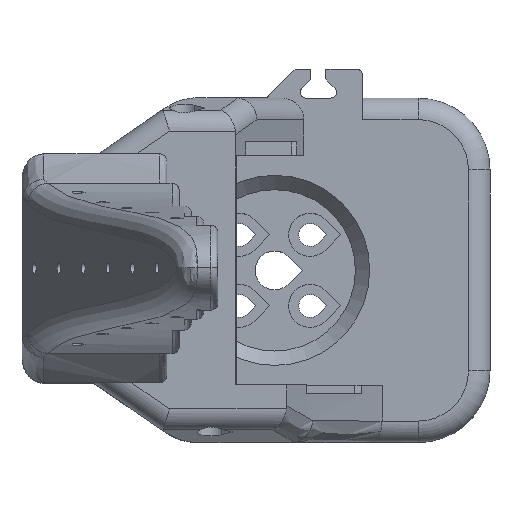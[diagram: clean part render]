
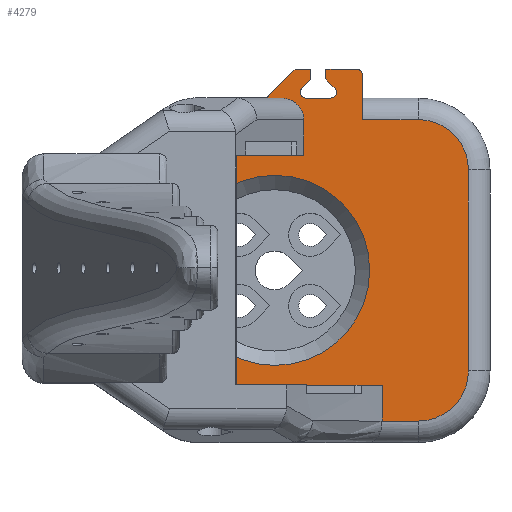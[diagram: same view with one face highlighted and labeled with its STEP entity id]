
A CAD part, top view. The second image highlights one B-rep face of the part: STEP entity #4279.
In plain terms, the highlighted planar face has unit normal (0, 0, 1).
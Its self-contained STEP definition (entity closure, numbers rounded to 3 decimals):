
#101=FACE_BOUND('',#677,.T.);
#156=CIRCLE('',#4564,7.);
#157=CIRCLE('',#4565,7.);
#158=CIRCLE('',#4568,13.243);
#249=B_SPLINE_CURVE_WITH_KNOTS('',3,(#6103,#6104,#6105,#6106,#6107,#6108),
 .UNSPECIFIED.,.F.,.F.,(4,2,4),(0.12,0.528,0.62),
 .UNSPECIFIED.);
#365=ELLIPSE('',#4562,0.8,0.8);
#366=ELLIPSE('',#4563,3.193,3.);
#367=ELLIPSE('',#4566,0.8,0.8);
#368=ELLIPSE('',#4567,0.8,0.8);
#439=FACE_OUTER_BOUND('',#676,.T.);
#676=EDGE_LOOP('',(#2857,#2858,#2859,#2860,#2861,#2862,#2863,#2864,#2865,
#2866,#2867,#2868,#2869,#2870,#2871,#2872,#2873,#2874,#2875,#2876,#2877,
#2878,#2879,#2880));
#677=EDGE_LOOP('',(#2881));
#979=LINE('',#6073,#1370);
#982=LINE('',#6083,#1373);
#983=LINE('',#6085,#1374);
#984=LINE('',#6087,#1375);
#985=LINE('',#6089,#1376);
#986=LINE('',#6091,#1377);
#987=LINE('',#6095,#1378);
#988=LINE('',#6097,#1379);
#989=LINE('',#6099,#1380);
#990=LINE('',#6101,#1381);
#991=LINE('',#6110,#1382);
#992=LINE('',#6114,#1383);
#993=LINE('',#6118,#1384);
#994=LINE('',#6120,#1385);
#995=LINE('',#6124,#1386);
#996=LINE('',#6126,#1387);
#997=LINE('',#6128,#1388);
#1370=VECTOR('',#4949,10.);
#1373=VECTOR('',#4960,10.);
#1374=VECTOR('',#4961,10.);
#1375=VECTOR('',#4962,10.);
#1376=VECTOR('',#4963,10.);
#1377=VECTOR('',#4964,10.);
#1378=VECTOR('',#4967,10.);
#1379=VECTOR('',#4968,30.);
#1380=VECTOR('',#4969,32.);
#1381=VECTOR('',#4970,30.);
#1382=VECTOR('',#4971,10.);
#1383=VECTOR('',#4974,10.);
#1384=VECTOR('',#4977,10.);
#1385=VECTOR('',#4978,10.);
#1386=VECTOR('',#4981,10.);
#1387=VECTOR('',#4982,10.);
#1388=VECTOR('',#4983,10.);
#1760=VERTEX_POINT('',#6070);
#1761=VERTEX_POINT('',#6072);
#1763=VERTEX_POINT('',#6080);
#1764=VERTEX_POINT('',#6082);
#1765=VERTEX_POINT('',#6084);
#1766=VERTEX_POINT('',#6086);
#1767=VERTEX_POINT('',#6088);
#1768=VERTEX_POINT('',#6090);
#1769=VERTEX_POINT('',#6092);
#1770=VERTEX_POINT('',#6094);
#1771=VERTEX_POINT('',#6096);
#1772=VERTEX_POINT('',#6098);
#1773=VERTEX_POINT('',#6100);
#1774=VERTEX_POINT('',#6102);
#1775=VERTEX_POINT('',#6109);
#1776=VERTEX_POINT('',#6111);
#1777=VERTEX_POINT('',#6113);
#1778=VERTEX_POINT('',#6115);
#1779=VERTEX_POINT('',#6117);
#1780=VERTEX_POINT('',#6119);
#1781=VERTEX_POINT('',#6121);
#1782=VERTEX_POINT('',#6123);
#1783=VERTEX_POINT('',#6125);
#1784=VERTEX_POINT('',#6127);
#1785=VERTEX_POINT('',#6130);
#2193=EDGE_CURVE('',#1760,#1761,#979,.T.);
#2197=EDGE_CURVE('',#1760,#1763,#365,.T.);
#2198=EDGE_CURVE('',#1763,#1764,#982,.T.);
#2199=EDGE_CURVE('',#1765,#1764,#983,.T.);
#2200=EDGE_CURVE('',#1765,#1766,#984,.T.);
#2201=EDGE_CURVE('',#1766,#1767,#985,.T.);
#2202=EDGE_CURVE('',#1767,#1768,#986,.T.);
#2203=EDGE_CURVE('',#1769,#1768,#366,.F.);
#2204=EDGE_CURVE('',#1769,#1770,#987,.T.);
#2205=EDGE_CURVE('',#1771,#1770,#988,.T.);
#2206=EDGE_CURVE('',#1771,#1772,#989,.T.);
#2207=EDGE_CURVE('',#1773,#1772,#990,.T.);
#2208=EDGE_CURVE('',#1773,#1774,#249,.T.);
#2209=EDGE_CURVE('',#1775,#1774,#991,.T.);
#2210=EDGE_CURVE('',#1776,#1775,#156,.T.);
#2211=EDGE_CURVE('',#1777,#1776,#992,.T.);
#2212=EDGE_CURVE('',#1778,#1777,#157,.T.);
#2213=EDGE_CURVE('',#1779,#1778,#993,.T.);
#2214=EDGE_CURVE('',#1780,#1779,#994,.T.);
#2215=EDGE_CURVE('',#1781,#1780,#367,.T.);
#2216=EDGE_CURVE('',#1782,#1781,#995,.T.);
#2217=EDGE_CURVE('',#1783,#1782,#996,.T.);
#2218=EDGE_CURVE('',#1784,#1783,#997,.T.);
#2219=EDGE_CURVE('',#1761,#1784,#368,.T.);
#2220=EDGE_CURVE('',#1785,#1785,#158,.F.);
#2857=ORIENTED_EDGE('',*,*,#2193,.F.);
#2858=ORIENTED_EDGE('',*,*,#2197,.T.);
#2859=ORIENTED_EDGE('',*,*,#2198,.T.);
#2860=ORIENTED_EDGE('',*,*,#2199,.F.);
#2861=ORIENTED_EDGE('',*,*,#2200,.T.);
#2862=ORIENTED_EDGE('',*,*,#2201,.T.);
#2863=ORIENTED_EDGE('',*,*,#2202,.T.);
#2864=ORIENTED_EDGE('',*,*,#2203,.F.);
#2865=ORIENTED_EDGE('',*,*,#2204,.T.);
#2866=ORIENTED_EDGE('',*,*,#2205,.F.);
#2867=ORIENTED_EDGE('',*,*,#2206,.T.);
#2868=ORIENTED_EDGE('',*,*,#2207,.F.);
#2869=ORIENTED_EDGE('',*,*,#2208,.T.);
#2870=ORIENTED_EDGE('',*,*,#2209,.F.);
#2871=ORIENTED_EDGE('',*,*,#2210,.F.);
#2872=ORIENTED_EDGE('',*,*,#2211,.F.);
#2873=ORIENTED_EDGE('',*,*,#2212,.F.);
#2874=ORIENTED_EDGE('',*,*,#2213,.F.);
#2875=ORIENTED_EDGE('',*,*,#2214,.F.);
#2876=ORIENTED_EDGE('',*,*,#2215,.F.);
#2877=ORIENTED_EDGE('',*,*,#2216,.F.);
#2878=ORIENTED_EDGE('',*,*,#2217,.F.);
#2879=ORIENTED_EDGE('',*,*,#2218,.F.);
#2880=ORIENTED_EDGE('',*,*,#2219,.F.);
#2881=ORIENTED_EDGE('',*,*,#2220,.T.);
#4138=PLANE('',#4561);
#4279=ADVANCED_FACE('',(#439,#101),#4138,.T.);
#4561=AXIS2_PLACEMENT_3D('',#6079,#4956,#4957);
#4562=AXIS2_PLACEMENT_3D('',#6081,#4958,#4959);
#4563=AXIS2_PLACEMENT_3D('',#6093,#4965,#4966);
#4564=AXIS2_PLACEMENT_3D('',#6112,#4972,#4973);
#4565=AXIS2_PLACEMENT_3D('',#6116,#4975,#4976);
#4566=AXIS2_PLACEMENT_3D('',#6122,#4979,#4980);
#4567=AXIS2_PLACEMENT_3D('',#6129,#4984,#4985);
#4568=AXIS2_PLACEMENT_3D('',#6131,#4986,#4987);
#4949=DIRECTION('',(1.,0.,0.));
#4956=DIRECTION('center_axis',(0.,0.,
1.));
#4957=DIRECTION('ref_axis',(1.,0.,0.));
#4958=DIRECTION('center_axis',(0.,0.,
-1.));
#4959=DIRECTION('ref_axis',(1.,0.,0.));
#4960=DIRECTION('',(0.697,0.717,0.));
#4961=DIRECTION('',(0.,-1.,0.));
#4962=DIRECTION('',(-1.,0.,0.));
#4963=DIRECTION('',(-0.707,-0.707,0.));
#4964=DIRECTION('',(1.,0.,0.));
#4965=DIRECTION('center_axis',(0.,0.,
-1.));
#4966=DIRECTION('ref_axis',(1.,0.,0.));
#4967=DIRECTION('',(0.,-1.,0.));
#4968=DIRECTION('',(1.,0.,0.));
#4969=DIRECTION('',(0.,-1.,0.));
#4970=DIRECTION('',(-1.,0.,0.));
#4971=DIRECTION('',(-1.,0.,0.));
#4972=DIRECTION('center_axis',(0.,0.,
-1.));
#4973=DIRECTION('ref_axis',(0.707,-0.707,0.));
#4974=DIRECTION('',(0.,-1.,0.));
#4975=DIRECTION('center_axis',(0.,0.,
-1.));
#4976=DIRECTION('ref_axis',(0.707,0.707,0.));
#4977=DIRECTION('',(1.,0.,0.));
#4978=DIRECTION('',(0.,-1.,0.));
#4979=DIRECTION('center_axis',(0.,0.,
-1.));
#4980=DIRECTION('ref_axis',(1.,0.,0.));
#4981=DIRECTION('',(1.,0.,0.));
#4982=DIRECTION('',(0.,1.,0.));
#4983=DIRECTION('',(-0.697,0.717,0.));
#4984=DIRECTION('center_axis',(0.,0.,
1.));
#4985=DIRECTION('ref_axis',(-1.,0.,0.));
#4986=DIRECTION('center_axis',(0.,0.,
1.));
#4987=DIRECTION('ref_axis',(1.,0.,0.));
#6070=CARTESIAN_POINT('',(4.335,23.782,11.95));
#6072=CARTESIAN_POINT('',(7.835,23.782,11.95));
#6073=CARTESIAN_POINT('',(-1.605,23.782,11.95));
#6079=CARTESIAN_POINT('Origin',(-0.605,24.342,11.95));
#6080=CARTESIAN_POINT('',(3.762,25.14,11.95));
#6081=CARTESIAN_POINT('Origin',(4.335,24.582,11.95));
#6082=CARTESIAN_POINT('',(5.,26.413,11.95));
#6083=CARTESIAN_POINT('',(3.151,24.512,11.95));
#6084=CARTESIAN_POINT('',(5.,27.782,11.95));
#6085=CARTESIAN_POINT('',(5.,26.062,11.95));
#6086=CARTESIAN_POINT('',(2.834,27.782,11.95));
#6087=CARTESIAN_POINT('',(-2.125,27.782,11.95));
#6088=CARTESIAN_POINT('',(-1.166,23.782,11.95));
#6089=CARTESIAN_POINT('',(-1.166,23.782,11.95));
#6090=CARTESIAN_POINT('',(0.88,23.782,11.95));
#6091=CARTESIAN_POINT('',(-1.183,23.782,11.95));
#6092=CARTESIAN_POINT('',(4.073,20.782,11.95));
#6093=CARTESIAN_POINT('Origin',(0.88,20.782,11.95));
#6094=CARTESIAN_POINT('',(4.073,15.782,11.95));
#6095=CARTESIAN_POINT('',(4.073,11.782,11.95));
#6096=CARTESIAN_POINT('',(-15.,15.782,11.95));
#6097=CARTESIAN_POINT('',(-15.,15.782,11.95));
#6098=CARTESIAN_POINT('',(-15.,-16.218,11.95));
#6099=CARTESIAN_POINT('',(-15.,15.782,11.95));
#6100=CARTESIAN_POINT('',(14.955,-16.218,11.95));
#6101=CARTESIAN_POINT('',(15.,-16.218,11.95));
#6102=CARTESIAN_POINT('',(14.955,-21.218,11.95));
#6103=CARTESIAN_POINT('Ctrl Pts',(14.955,-16.218,11.95));
#6104=CARTESIAN_POINT('Ctrl Pts',(14.955,-17.578,11.95));
#6105=CARTESIAN_POINT('Ctrl Pts',(14.955,-18.938,11.95));
#6106=CARTESIAN_POINT('Ctrl Pts',(14.955,-20.605,11.95));
#6107=CARTESIAN_POINT('Ctrl Pts',(14.955,-20.912,11.95));
#6108=CARTESIAN_POINT('Ctrl Pts',(14.955,-21.218,11.95));
#6109=CARTESIAN_POINT('',(20.,-21.218,11.95));
#6110=CARTESIAN_POINT('',(-17.803,-21.218,11.95));
#6111=CARTESIAN_POINT('',(27.,-14.218,11.95));
#6112=CARTESIAN_POINT('Origin',(20.,-14.218,11.95));
#6113=CARTESIAN_POINT('',(27.,13.782,11.95));
#6114=CARTESIAN_POINT('',(27.,24.062,11.95));
#6115=CARTESIAN_POINT('',(20.,20.782,11.95));
#6116=CARTESIAN_POINT('Origin',(20.,13.782,11.95));
#6117=CARTESIAN_POINT('',(12.241,20.782,11.95));
#6118=CARTESIAN_POINT('',(-17.803,20.782,11.95));
#6119=CARTESIAN_POINT('',(12.241,26.982,11.95));
#6120=CARTESIAN_POINT('',(12.241,26.062,11.95));
#6121=CARTESIAN_POINT('',(11.441,27.782,11.95));
#6122=CARTESIAN_POINT('Origin',(11.441,26.982,11.95));
#6123=CARTESIAN_POINT('',(7.135,27.782,11.95));
#6124=CARTESIAN_POINT('',(7.618,27.782,11.95));
#6125=CARTESIAN_POINT('',(7.135,26.449,11.95));
#6126=CARTESIAN_POINT('',(7.135,26.062,11.95));
#6127=CARTESIAN_POINT('',(8.408,25.14,11.95));
#6128=CARTESIAN_POINT('',(5.773,27.849,11.95));
#6129=CARTESIAN_POINT('Origin',(7.835,24.582,11.95));
#6130=CARTESIAN_POINT('',(-13.243,-0.218,11.95));
#6131=CARTESIAN_POINT('Origin',(0.,-0.218,
11.95));
